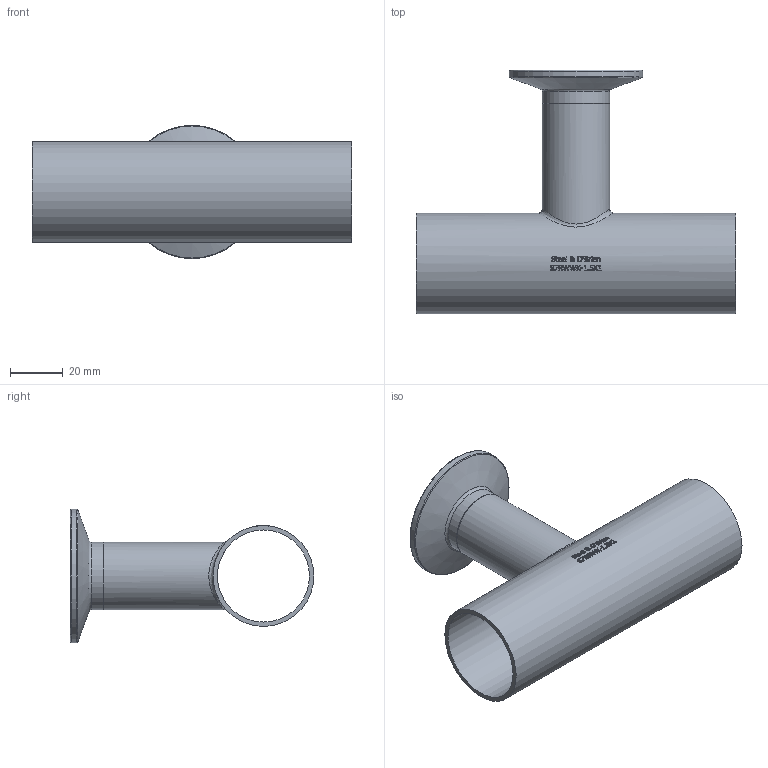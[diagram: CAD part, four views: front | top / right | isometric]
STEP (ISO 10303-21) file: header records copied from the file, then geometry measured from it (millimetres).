
FILE_DESCRIPTION(/* description */ (''),/* implementation_level */ '2;1');
FILE_NAME(/* name */ 'S7RWWK-1.5X1.stp',/* time_stamp */ '2018-11-29T11:06:40-05:00',/* author */ ('ken'),/* organization */ (''),/* preprocessor_version */ 'ST-DEVELOPER v15.2',/* originating_system */ 'Autodesk Inventor 2014',/* authorisation */ '');
FILE_SCHEMA (('AUTOMOTIVE_DESIGN { 1 0 10303 214 3 1 1 }'));
Length unit declared in the file: inch
Products named in the file (1): S7RWWK-1.5X1
Bounding box: 120.65 x 92.08 x 50.39 mm (x, y, z)
Volume: 35825.2 mm3; surface area: 38789.8 mm2
Topology: 1 solids, 1 shells, 405 faces, 1084 edges, 719 vertices
Faces by surface type: plane 193, bspline 158, cylinder 42, torus 9, cone 3
Full cylindrical faces by diameter (mm): 22.098 x2, 25.4 x2, 34.798 x1, 38.1 x1, 50.394 x1
Entity records: 15761 total; most frequent: CARTESIAN_POINT 6505, ORIENTED_EDGE 2120, DIRECTION 1468, EDGE_CURVE 1060, VERTEX_POINT 715, LINE 514, VECTOR 514, AXIS2_PLACEMENT_3D 477
